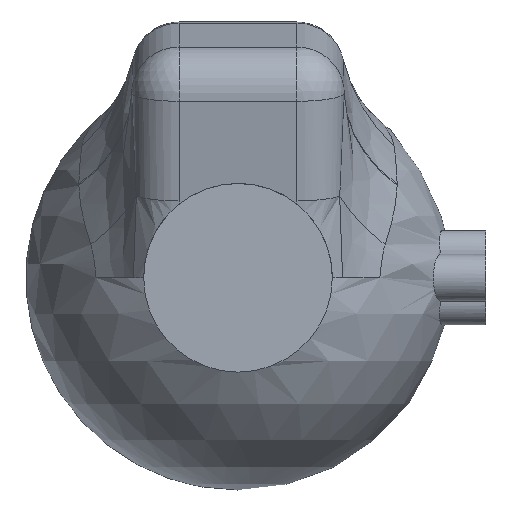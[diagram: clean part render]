
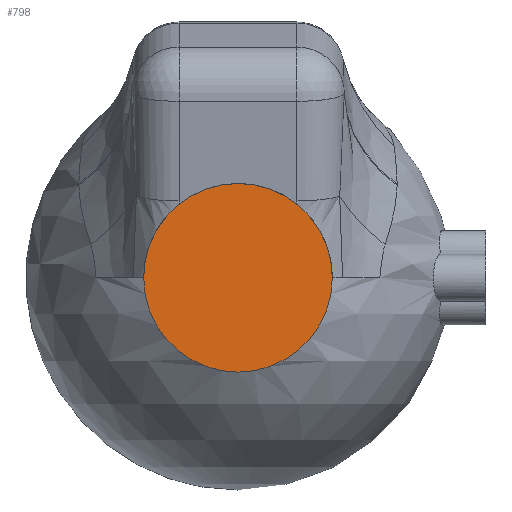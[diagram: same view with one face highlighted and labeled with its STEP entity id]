
A CAD part, front view. The second image highlights one B-rep face of the part: STEP entity #798.
In plain terms, the highlighted planar face has unit normal (0, -1, 0).
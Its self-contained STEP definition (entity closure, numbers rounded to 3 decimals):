
#35=PLANE('',#875);
#52=FACE_OUTER_BOUND('',#103,.T.);
#103=EDGE_LOOP('',(#537));
#267=CIRCLE('',#872,4.);
#323=VERTEX_POINT('',#1214);
#402=EDGE_CURVE('',#323,#323,#267,.T.);
#537=ORIENTED_EDGE('',*,*,#402,.T.);
#798=ADVANCED_FACE('',(#52),#35,.F.);
#872=AXIS2_PLACEMENT_3D('',#1215,#974,#975);
#875=AXIS2_PLACEMENT_3D('',#1245,#983,#984);
#974=DIRECTION('center_axis',(0.,-1.,0.));
#975=DIRECTION('ref_axis',(-1.,0.,0.));
#983=DIRECTION('center_axis',(0.,1.,0.));
#984=DIRECTION('ref_axis',(0.,0.,1.));
#1214=CARTESIAN_POINT('',(4.,-15.,0.));
#1215=CARTESIAN_POINT('Origin',(0.,-15.,0.));
#1245=CARTESIAN_POINT('Origin',(0.,-15.,0.));
